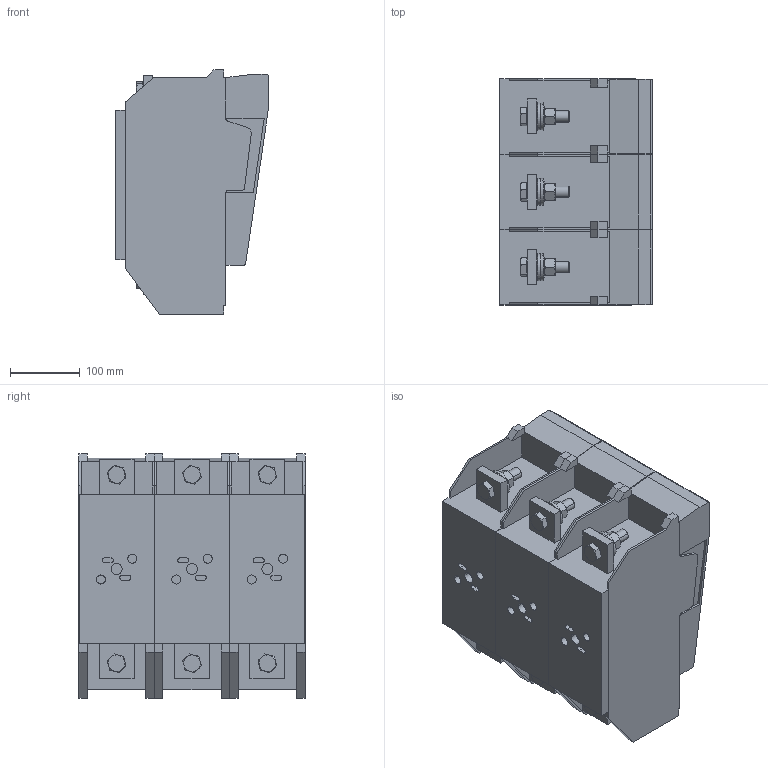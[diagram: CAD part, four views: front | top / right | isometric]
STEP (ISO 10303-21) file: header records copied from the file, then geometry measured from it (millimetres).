
FILE_DESCRIPTION(('CATIA V5 STEP'),'2;1');
FILE_NAME('T4911002_L_NH-Sich-Lasttrenner_LTL4a-3x_9_1250.stp','2012-03-30T09:40:45+00:00',('none'),('Jean Müller GmbH'),'CATIA Version 5 Release 19 SP 9 (IN-10)','CATIA V5 STEP AP214','none');
FILE_SCHEMA(('AUTOMOTIVE_DESIGN { 1 0 10303 214 1 1 1 1 }'));
Length unit declared in the file: millimetre
Products named in the file (5): T4911002_L_NH-Sicherungslasttrenner; T4911002_L02_NH-Sicherungslasttrenner; 66907_Spannscheibe DIN6796_16; 68304_Sechskantmutter DIN 934; 68275_6-Kant-Schraube DIN933-M16x60
Assembly tree (25 placements, depth 2):
  T4911002_L_NH-Sicherungslasttrenner
    T4911002_L02_NH-Sicherungslasttrenner
    66907_Spannscheibe DIN6796_16  x12
    68304_Sechskantmutter DIN 934  x6
    68275_6-Kant-Schraube DIN933-M16x60  x6
Bounding box: 219 x 324 x 350 mm (x, y, z)
Volume: 10843361.7 mm3; surface area: 1207245.3 mm2
Topology: 25 solids, 25 shells, 664 faces, 1675 edges, 1069 vertices
Faces by surface type: plane 348, cone 204, cylinder 112
Entity records: 13197 total; most frequent: CARTESIAN_POINT 2171, ORIENTED_EDGE 1998, DIRECTION 1485, EDGE_CURVE 999, VECTOR 751, LINE 751, VERTEX_POINT 651, AXIS2_PLACEMENT_3D 475
